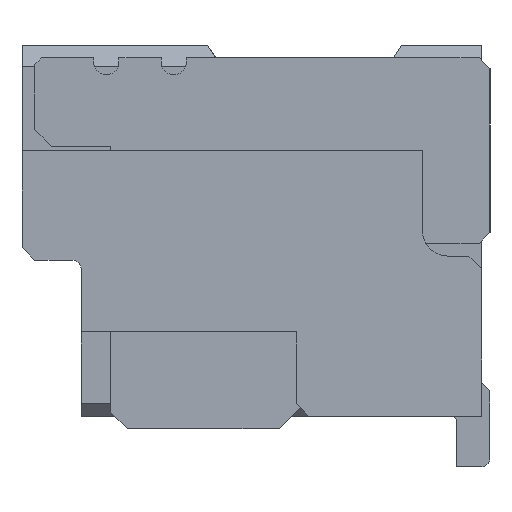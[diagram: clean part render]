
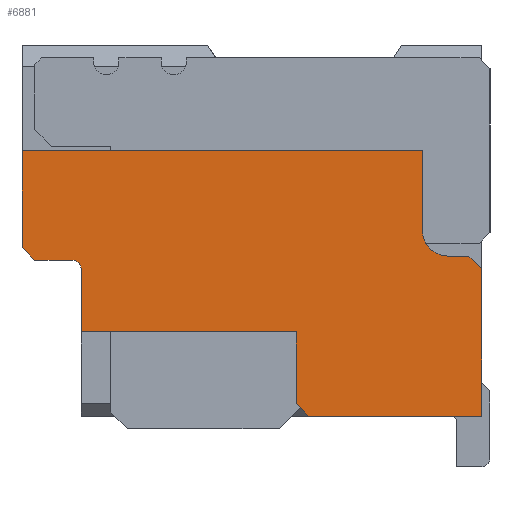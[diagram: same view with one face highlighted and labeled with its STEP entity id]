
A CAD part, left-side view. The second image highlights one B-rep face of the part: STEP entity #6881.
In plain terms, the highlighted planar face has unit normal (-1, 0, 0).
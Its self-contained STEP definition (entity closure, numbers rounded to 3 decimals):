
#161=DIRECTION('',(0.,-1.,0.));
#162=VECTOR('',#161,2.05);
#163=CARTESIAN_POINT('',(-5.425,-0.675,-2.2));
#164=LINE('',#163,#162);
#201=DIRECTION('',(0.,0.,1.));
#202=VECTOR('',#201,1.75);
#203=CARTESIAN_POINT('',(-5.425,-2.725,-2.2));
#204=LINE('',#203,#202);
#297=DIRECTION('',(0.,-0.707,-0.707));
#298=VECTOR('',#297,0.212);
#299=CARTESIAN_POINT('',(-5.425,-0.525,-2.05));
#300=LINE('',#299,#298);
#301=DIRECTION('',(0.,0.,1.));
#302=VECTOR('',#301,0.85);
#303=CARTESIAN_POINT('',(-5.425,-0.525,-2.05));
#304=LINE('',#303,#302);
#305=DIRECTION('',(0.,1.,0.));
#306=VECTOR('',#305,2.55);
#307=CARTESIAN_POINT('',(-5.425,-0.525,-1.2));
#308=LINE('',#307,#306);
#309=DIRECTION('',(0.,0.,1.));
#310=VECTOR('',#309,0.75);
#311=CARTESIAN_POINT('',(-5.425,2.025,-1.2));
#312=LINE('',#311,#310);
#313=CARTESIAN_POINT('',(-5.425,2.125,-0.45));
#314=DIRECTION('',(1.,0.,0.));
#315=DIRECTION('',(0.,0.,1.));
#316=AXIS2_PLACEMENT_3D('',#313,#314,#315);
#318=DIRECTION('',(0.,-1.,0.));
#319=VECTOR('',#318,0.45);
#320=CARTESIAN_POINT('',(-5.425,2.575,-0.35));
#321=LINE('',#320,#319);
#322=DIRECTION('',(0.,-0.707,-0.707));
#323=VECTOR('',#322,0.212);
#324=CARTESIAN_POINT('',(-5.425,2.725,-0.2));
#325=LINE('',#324,#323);
#326=DIRECTION('',(0.,0.,1.));
#327=VECTOR('',#326,1.15);
#328=CARTESIAN_POINT('',(-5.425,2.725,-0.2));
#329=LINE('',#328,#327);
#330=DIRECTION('',(0.,-1.,0.));
#331=VECTOR('',#330,4.75);
#332=CARTESIAN_POINT('',(-5.425,2.725,0.95));
#333=LINE('',#332,#331);
#334=DIRECTION('',(0.,0.,-1.));
#335=VECTOR('',#334,0.95);
#336=CARTESIAN_POINT('',(-5.425,-2.025,0.95));
#337=LINE('',#336,#335);
#338=CARTESIAN_POINT('',(-5.425,-2.325,0.));
#339=DIRECTION('',(-1.,0.,0.));
#340=DIRECTION('',(0.,1.,0.));
#341=AXIS2_PLACEMENT_3D('',#338,#339,#340);
#343=DIRECTION('',(0.,-1.,0.));
#344=VECTOR('',#343,0.25);
#345=CARTESIAN_POINT('',(-5.425,-2.325,-0.3));
#346=LINE('',#345,#344);
#347=DIRECTION('',(0.,-0.707,-0.707));
#348=VECTOR('',#347,0.212);
#349=CARTESIAN_POINT('',(-5.425,-2.575,-0.3));
#350=LINE('',#349,#348);
#5019=CARTESIAN_POINT('',(-5.425,2.725,-0.2));
#5020=CARTESIAN_POINT('',(-5.425,2.575,-0.35));
#5021=VERTEX_POINT('',#5019);
#5022=VERTEX_POINT('',#5020);
#5023=CARTESIAN_POINT('',(-5.425,2.125,-0.35));
#5024=VERTEX_POINT('',#5023);
#5025=CARTESIAN_POINT('',(-5.425,2.025,-0.45));
#5026=VERTEX_POINT('',#5025);
#5073=CARTESIAN_POINT('',(-5.425,-2.025,0.95));
#5074=CARTESIAN_POINT('',(-5.425,-2.025,0.));
#5075=VERTEX_POINT('',#5073);
#5076=VERTEX_POINT('',#5074);
#5077=CARTESIAN_POINT('',(-5.425,-2.325,-0.3));
#5078=VERTEX_POINT('',#5077);
#5079=CARTESIAN_POINT('',(-5.425,-2.575,-0.3));
#5080=VERTEX_POINT('',#5079);
#5081=CARTESIAN_POINT('',(-5.425,-2.725,-0.45));
#5082=VERTEX_POINT('',#5081);
#5083=CARTESIAN_POINT('',(-5.425,2.725,0.95));
#5084=VERTEX_POINT('',#5083);
#5093=CARTESIAN_POINT('',(-5.425,-2.725,-2.2));
#5094=VERTEX_POINT('',#5093);
#5405=CARTESIAN_POINT('',(-5.425,-0.525,-1.2));
#5406=CARTESIAN_POINT('',(-5.425,2.025,-1.2));
#5407=VERTEX_POINT('',#5405);
#5408=VERTEX_POINT('',#5406);
#5489=CARTESIAN_POINT('',(-5.425,-0.525,-2.05));
#5490=CARTESIAN_POINT('',(-5.425,-0.675,-2.2));
#5491=VERTEX_POINT('',#5489);
#5492=VERTEX_POINT('',#5490);
#6846=CARTESIAN_POINT('',(-5.425,2.725,-2.2));
#6847=DIRECTION('',(-1.,0.,0.));
#6848=DIRECTION('',(0.,-1.,0.));
#6849=AXIS2_PLACEMENT_3D('',#6846,#6847,#6848);
#6850=PLANE('',#6849);
#6852=ORIENTED_EDGE('',*,*,#6851,.F.);
#6854=ORIENTED_EDGE('',*,*,#6853,.T.);
#6856=ORIENTED_EDGE('',*,*,#6855,.T.);
#6858=ORIENTED_EDGE('',*,*,#6857,.T.);
#6860=ORIENTED_EDGE('',*,*,#6859,.F.);
#6862=ORIENTED_EDGE('',*,*,#6861,.F.);
#6864=ORIENTED_EDGE('',*,*,#6863,.F.);
#6866=ORIENTED_EDGE('',*,*,#6865,.T.);
#6868=ORIENTED_EDGE('',*,*,#6867,.T.);
#6870=ORIENTED_EDGE('',*,*,#6869,.T.);
#6872=ORIENTED_EDGE('',*,*,#6871,.T.);
#6874=ORIENTED_EDGE('',*,*,#6873,.T.);
#6876=ORIENTED_EDGE('',*,*,#6875,.T.);
#6877=ORIENTED_EDGE('',*,*,#6785,.F.);
#6878=ORIENTED_EDGE('',*,*,#6722,.F.);
#6879=EDGE_LOOP('',(#6852,#6854,#6856,#6858,#6860,#6862,#6864,#6866,#6868,#6870,
#6872,#6874,#6876,#6877,#6878));
#6880=FACE_OUTER_BOUND('',#6879,.F.);
#6881=ADVANCED_FACE('',(#6880),#6850,.T.);
#317=CIRCLE('',#316,0.1);
#342=CIRCLE('',#341,0.3);
#6722=EDGE_CURVE('',#5492,#5094,#164,.T.);
#6785=EDGE_CURVE('',#5094,#5082,#204,.T.);
#6851=EDGE_CURVE('',#5491,#5492,#300,.T.);
#6853=EDGE_CURVE('',#5491,#5407,#304,.T.);
#6855=EDGE_CURVE('',#5407,#5408,#308,.T.);
#6857=EDGE_CURVE('',#5408,#5026,#312,.T.);
#6859=EDGE_CURVE('',#5024,#5026,#317,.T.);
#6861=EDGE_CURVE('',#5022,#5024,#321,.T.);
#6863=EDGE_CURVE('',#5021,#5022,#325,.T.);
#6865=EDGE_CURVE('',#5021,#5084,#329,.T.);
#6867=EDGE_CURVE('',#5084,#5075,#333,.T.);
#6869=EDGE_CURVE('',#5075,#5076,#337,.T.);
#6871=EDGE_CURVE('',#5076,#5078,#342,.T.);
#6873=EDGE_CURVE('',#5078,#5080,#346,.T.);
#6875=EDGE_CURVE('',#5080,#5082,#350,.T.);
